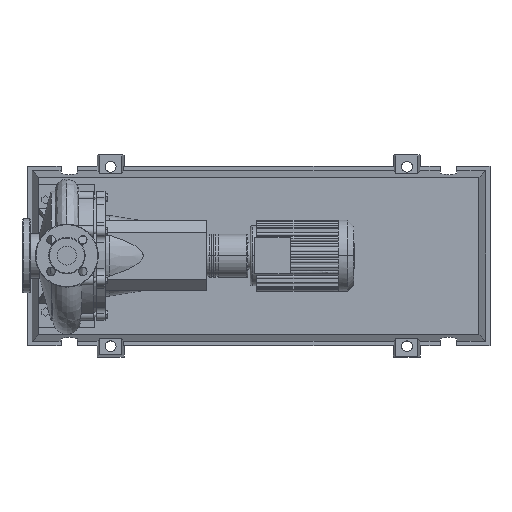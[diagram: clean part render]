
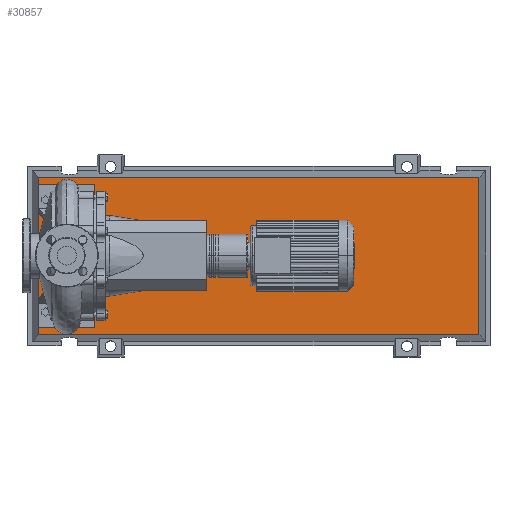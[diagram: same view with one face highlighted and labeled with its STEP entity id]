
A CAD part, top view. The second image highlights one B-rep face of the part: STEP entity #30857.
In plain terms, the highlighted planar face has unit normal (0, 0, 1).
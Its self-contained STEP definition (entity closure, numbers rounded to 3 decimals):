
#30538=CARTESIAN_POINT('',(917.971,-175.471,103.0));
#30539=VERTEX_POINT('',#30538);
#30546=CARTESIAN_POINT('',(-62.971,-175.471,103.0));
#30547=VERTEX_POINT('',#30546);
#30548=CARTESIAN_POINT('',(917.971,-175.471,103.0));
#30549=DIRECTION('',(-1.0,0.0,0.0));
#30550=VECTOR('',#30549,980.941);
#30551=LINE('',#30548,#30550);
#30552=EDGE_CURVE('',#30539,#30547,#30551,.T.);
#30770=CARTESIAN_POINT('',(917.971,175.471,103.0));
#30771=VERTEX_POINT('',#30770);
#30772=CARTESIAN_POINT('',(917.971,175.471,103.0));
#30773=DIRECTION('',(0.0,-1.0,0.0));
#30774=VECTOR('',#30773,350.941);
#30775=LINE('',#30772,#30774);
#30776=EDGE_CURVE('',#30771,#30539,#30775,.T.);
#30794=CARTESIAN_POINT('',(-62.971,175.471,103.0));
#30795=VERTEX_POINT('',#30794);
#30796=CARTESIAN_POINT('',(-62.971,-175.471,103.0));
#30797=DIRECTION('',(0.0,1.0,0.0));
#30798=VECTOR('',#30797,350.941);
#30799=LINE('',#30796,#30798);
#30800=EDGE_CURVE('',#30547,#30795,#30799,.T.);
#30833=CARTESIAN_POINT('',(-62.971,175.471,103.0));
#30834=DIRECTION('',(1.0,0.0,0.0));
#30835=VECTOR('',#30834,980.941);
#30836=LINE('',#30833,#30835);
#30837=EDGE_CURVE('',#30795,#30771,#30836,.T.);
#30846=CARTESIAN_POINT('',(427.5,0.,103.0));
#30847=DIRECTION('',(0.0,0.0,1.0));
#30848=DIRECTION('',(1.0,0.0,0.0));
#30849=AXIS2_PLACEMENT_3D('',#30846,#30847,#30848);
#30850=PLANE('',#30849);
#30851=ORIENTED_EDGE('',*,*,#30776,.F.);
#30852=ORIENTED_EDGE('',*,*,#30837,.F.);
#30853=ORIENTED_EDGE('',*,*,#30800,.F.);
#30854=ORIENTED_EDGE('',*,*,#30552,.F.);
#30855=EDGE_LOOP('',(#30851,#30852,#30853,#30854));
#30856=FACE_OUTER_BOUND('',#30855,.T.);
#30857=ADVANCED_FACE('',(#30856),#30850,.T.);
